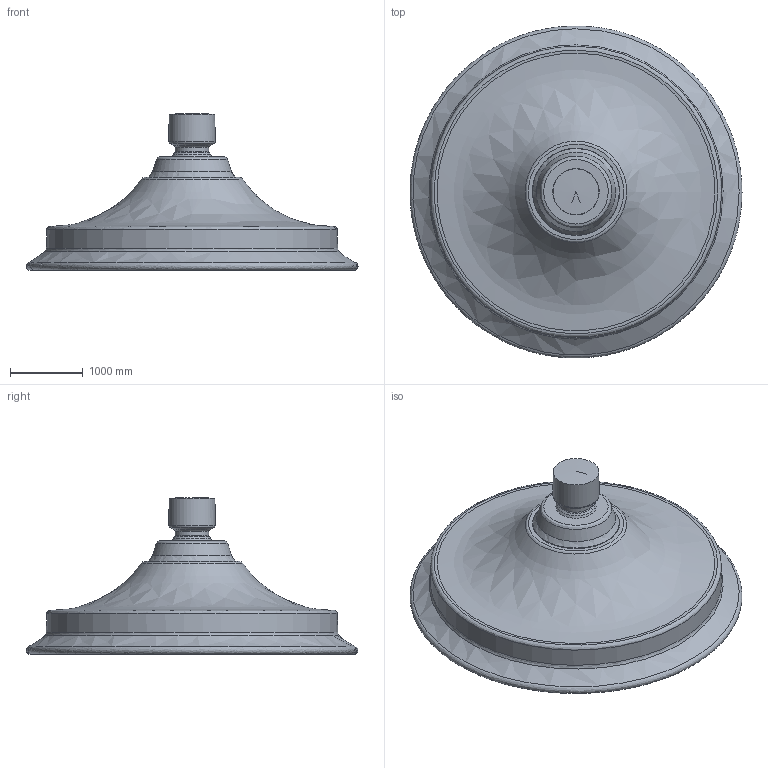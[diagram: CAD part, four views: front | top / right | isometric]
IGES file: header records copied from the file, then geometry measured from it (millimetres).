
Global section: file name: V16_6_showerhead; native system: AutoCAD 2016 - English; preprocessor: Autodesk Translation Framework DWG producer (atf_dwg_producer); organization: unknown; date: 20180201.183320; units: inch
Bounding box: 4570.14 x 4570.04 x 2159 mm (x, y, z)
Volume: 10477348153.6 mm3; surface area: 45911331.9 mm2
Topology: 92 solids, 92 shells, 410 faces, 962 edges, 737 vertices
Faces by surface type: bspline 410
